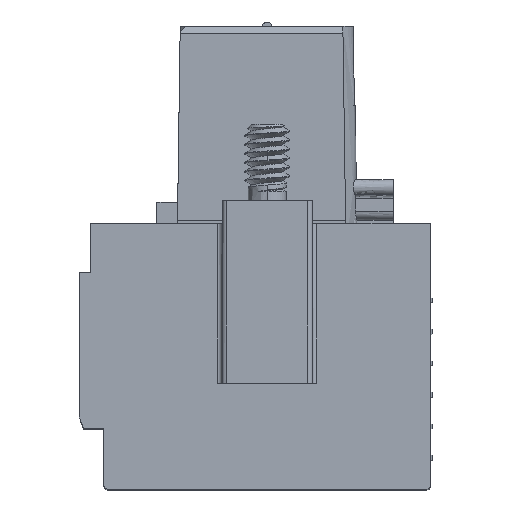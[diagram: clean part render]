
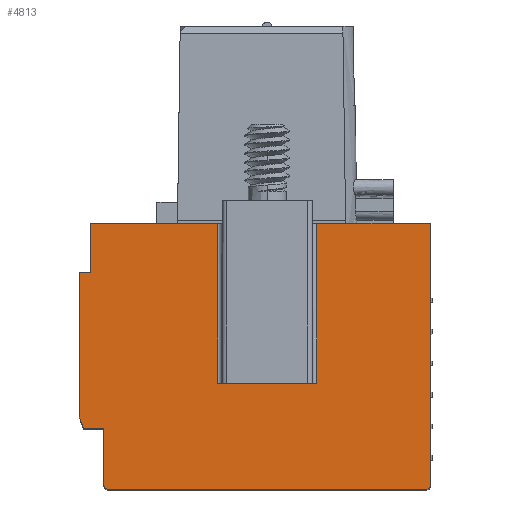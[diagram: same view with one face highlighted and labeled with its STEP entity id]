
A CAD part, top view. The second image highlights one B-rep face of the part: STEP entity #4813.
In plain terms, the highlighted free-form (B-spline) face has degree [1, 1] with [2, 2] control points.
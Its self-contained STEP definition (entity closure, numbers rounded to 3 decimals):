
#1703=CARTESIAN_POINT('',(2.2,11.8,14.25));
#1704=VERTEX_POINT('',#1703);
#1711=CARTESIAN_POINT('',(7.25,11.8,14.25));
#1712=VERTEX_POINT('',#1711);
#1713=CARTESIAN_POINT('',(7.25,11.8,14.25));
#1714=CARTESIAN_POINT('',(2.2,11.8,14.25));
#1715=B_SPLINE_CURVE_WITH_KNOTS('',1,(#1713,#1714),.POLYLINE_FORM.,.F.,.U.,(2,2),(0.,1.),.UNSPECIFIED.);
#1716=EDGE_CURVE('',#1712,#1704,#1715,.T.);
#1776=CARTESIAN_POINT('',(-7.85,11.8,14.25));
#1777=VERTEX_POINT('',#1776);
#1783=CARTESIAN_POINT('',(-2.2,11.8,14.25));
#1784=VERTEX_POINT('',#1783);
#1785=CARTESIAN_POINT('',(-2.2,11.8,14.25));
#1786=CARTESIAN_POINT('',(-7.85,11.8,14.25));
#1787=B_SPLINE_CURVE_WITH_KNOTS('',1,(#1785,#1786),.POLYLINE_FORM.,.F.,.U.,(2,2),(0.,1.),.UNSPECIFIED.);
#1788=EDGE_CURVE('',#1784,#1777,#1787,.T.);
#4698=CARTESIAN_POINT('',(2.2,4.7,14.25));
#4699=VERTEX_POINT('',#4698);
#4706=CARTESIAN_POINT('',(2.2,11.8,14.25));
#4707=CARTESIAN_POINT('',(2.2,4.7,14.25));
#4708=B_SPLINE_CURVE_WITH_KNOTS('',1,(#4706,#4707),.POLYLINE_FORM.,.F.,.U.,(2,2),(0.,1.),.UNSPECIFIED.);
#4709=EDGE_CURVE('',#1704,#4699,#4708,.T.);
#4714=CARTESIAN_POINT('',(-20.11,-13.66,14.25));
#4715=CARTESIAN_POINT('',(-20.11,25.46,14.25));
#4716=CARTESIAN_POINT('',(19.01,-13.66,14.25));
#4717=CARTESIAN_POINT('',(19.01,25.46,14.25));
#4718=B_SPLINE_SURFACE_WITH_KNOTS('',1,1,((#4714,#4715),(#4716,#4717)),.PLANE_SURF.,.F.,.F.,.U.,(2,2),(2,2),(0.,1.),(0.,1.),.UNSPECIFIED.);
#4719=CARTESIAN_POINT('',(7.1,0.,14.25));
#4720=VERTEX_POINT('',#4719);
#4721=CARTESIAN_POINT('',(-7.1,0.,14.25));
#4722=VERTEX_POINT('',#4721);
#4723=CARTESIAN_POINT('',(7.1,0.,14.25));
#4724=CARTESIAN_POINT('',(-7.1,0.,14.25));
#4725=B_SPLINE_CURVE_WITH_KNOTS('',1,(#4723,#4724),.POLYLINE_FORM.,.F.,.U.,(2,2),(0.,1.),.UNSPECIFIED.);
#4726=EDGE_CURVE('',#4720,#4722,#4725,.T.);
#4727=ORIENTED_EDGE('',*,*,#4726,.F.);
#4728=CARTESIAN_POINT('',(7.25,0.15,14.25));
#4729=VERTEX_POINT('',#4728);
#4730=CARTESIAN_POINT('',(7.1,0.,14.25));
#4731=CARTESIAN_POINT('',(7.25,0.,14.25));
#4732=CARTESIAN_POINT('',(7.25,0.15,14.25));
#4733=(BOUNDED_CURVE()B_SPLINE_CURVE(2,(#4730,#4731,#4732),.CIRCULAR_ARC.,.F.,.U.)B_SPLINE_CURVE_WITH_KNOTS((3,3),(0.,1.),.UNSPECIFIED.)CURVE()GEOMETRIC_REPRESENTATION_ITEM()RATIONAL_B_SPLINE_CURVE((1.,0.707,1.))REPRESENTATION_ITEM(''));
#4734=EDGE_CURVE('',#4720,#4729,#4733,.T.);
#4735=ORIENTED_EDGE('',*,*,#4734,.T.);
#4736=CARTESIAN_POINT('',(7.25,0.15,14.25));
#4737=CARTESIAN_POINT('',(7.25,11.8,14.25));
#4738=B_SPLINE_CURVE_WITH_KNOTS('',1,(#4736,#4737),.POLYLINE_FORM.,.F.,.U.,(2,2),(0.,1.),.UNSPECIFIED.);
#4739=EDGE_CURVE('',#4729,#1712,#4738,.T.);
#4740=ORIENTED_EDGE('',*,*,#4739,.T.);
#4741=ORIENTED_EDGE('',*,*,#1716,.T.);
#4742=ORIENTED_EDGE('',*,*,#4709,.T.);
#4743=CARTESIAN_POINT('',(0.,4.7,14.25));
#4744=VERTEX_POINT('',#4743);
#4745=CARTESIAN_POINT('',(2.2,4.7,14.25));
#4746=CARTESIAN_POINT('',(0.,4.7,14.25));
#4747=B_SPLINE_CURVE_WITH_KNOTS('',1,(#4745,#4746),.POLYLINE_FORM.,.F.,.U.,(2,2),(0.,1.),.UNSPECIFIED.);
#4748=EDGE_CURVE('',#4699,#4744,#4747,.T.);
#4749=ORIENTED_EDGE('',*,*,#4748,.T.);
#4750=CARTESIAN_POINT('',(-2.2,4.7,14.25));
#4751=VERTEX_POINT('',#4750);
#4752=CARTESIAN_POINT('',(0.,4.7,14.25));
#4753=CARTESIAN_POINT('',(-2.2,4.7,14.25));
#4754=B_SPLINE_CURVE_WITH_KNOTS('',1,(#4752,#4753),.POLYLINE_FORM.,.F.,.U.,(2,2),(0.,1.),.UNSPECIFIED.);
#4755=EDGE_CURVE('',#4744,#4751,#4754,.T.);
#4756=ORIENTED_EDGE('',*,*,#4755,.T.);
#4757=CARTESIAN_POINT('',(-2.2,4.7,14.25));
#4758=CARTESIAN_POINT('',(-2.2,11.8,14.25));
#4759=B_SPLINE_CURVE_WITH_KNOTS('',1,(#4757,#4758),.POLYLINE_FORM.,.F.,.U.,(2,2),(0.,1.),.UNSPECIFIED.);
#4760=EDGE_CURVE('',#4751,#1784,#4759,.T.);
#4761=ORIENTED_EDGE('',*,*,#4760,.T.);
#4762=ORIENTED_EDGE('',*,*,#1788,.T.);
#4763=CARTESIAN_POINT('',(-7.85,9.6,14.25));
#4764=VERTEX_POINT('',#4763);
#4765=CARTESIAN_POINT('',(-7.85,9.6,14.25));
#4766=CARTESIAN_POINT('',(-7.85,11.8,14.25));
#4767=B_SPLINE_CURVE_WITH_KNOTS('',1,(#4765,#4766),.POLYLINE_FORM.,.F.,.U.,(2,2),(0.,1.),.UNSPECIFIED.);
#4768=EDGE_CURVE('',#4764,#1777,#4767,.T.);
#4769=ORIENTED_EDGE('',*,*,#4768,.F.);
#4770=CARTESIAN_POINT('',(-8.35,9.6,14.25));
#4771=VERTEX_POINT('',#4770);
#4772=CARTESIAN_POINT('',(-7.85,9.6,14.25));
#4773=CARTESIAN_POINT('',(-8.35,9.6,14.25));
#4774=B_SPLINE_CURVE_WITH_KNOTS('',1,(#4772,#4773),.POLYLINE_FORM.,.F.,.U.,(2,2),(0.,1.),.UNSPECIFIED.);
#4775=EDGE_CURVE('',#4764,#4771,#4774,.T.);
#4776=ORIENTED_EDGE('',*,*,#4775,.T.);
#4777=CARTESIAN_POINT('',(-8.35,3.2,14.25));
#4778=VERTEX_POINT('',#4777);
#4779=CARTESIAN_POINT('',(-8.35,9.6,14.25));
#4780=CARTESIAN_POINT('',(-8.35,3.2,14.25));
#4781=B_SPLINE_CURVE_WITH_KNOTS('',1,(#4779,#4780),.POLYLINE_FORM.,.F.,.U.,(2,2),(0.,1.),.UNSPECIFIED.);
#4782=EDGE_CURVE('',#4771,#4778,#4781,.T.);
#4783=ORIENTED_EDGE('',*,*,#4782,.T.);
#4784=CARTESIAN_POINT('',(-8.15,2.7,14.25));
#4785=VERTEX_POINT('',#4784);
#4786=CARTESIAN_POINT('',(-8.35,3.2,14.25));
#4787=CARTESIAN_POINT('',(-8.15,2.7,14.25));
#4788=B_SPLINE_CURVE_WITH_KNOTS('',1,(#4786,#4787),.POLYLINE_FORM.,.F.,.U.,(2,2),(0.,1.),.UNSPECIFIED.);
#4789=EDGE_CURVE('',#4778,#4785,#4788,.T.);
#4790=ORIENTED_EDGE('',*,*,#4789,.T.);
#4791=CARTESIAN_POINT('',(-7.25,2.7,14.25));
#4792=VERTEX_POINT('',#4791);
#4793=CARTESIAN_POINT('',(-8.15,2.7,14.25));
#4794=CARTESIAN_POINT('',(-7.25,2.7,14.25));
#4795=B_SPLINE_CURVE_WITH_KNOTS('',1,(#4793,#4794),.POLYLINE_FORM.,.F.,.U.,(2,2),(0.,1.),.UNSPECIFIED.);
#4796=EDGE_CURVE('',#4785,#4792,#4795,.T.);
#4797=ORIENTED_EDGE('',*,*,#4796,.T.);
#4798=CARTESIAN_POINT('',(-7.25,0.15,14.25));
#4799=VERTEX_POINT('',#4798);
#4800=CARTESIAN_POINT('',(-7.25,0.15,14.25));
#4801=CARTESIAN_POINT('',(-7.25,2.7,14.25));
#4802=B_SPLINE_CURVE_WITH_KNOTS('',1,(#4800,#4801),.POLYLINE_FORM.,.F.,.U.,(2,2),(0.,1.),.UNSPECIFIED.);
#4803=EDGE_CURVE('',#4799,#4792,#4802,.T.);
#4804=ORIENTED_EDGE('',*,*,#4803,.F.);
#4805=CARTESIAN_POINT('',(-7.1,0.,14.25));
#4806=CARTESIAN_POINT('',(-7.25,0.,14.25));
#4807=CARTESIAN_POINT('',(-7.25,0.15,14.25));
#4808=(BOUNDED_CURVE()B_SPLINE_CURVE(2,(#4805,#4806,#4807),.CIRCULAR_ARC.,.F.,.U.)B_SPLINE_CURVE_WITH_KNOTS((3,3),(0.,1.),.UNSPECIFIED.)CURVE()GEOMETRIC_REPRESENTATION_ITEM()RATIONAL_B_SPLINE_CURVE((1.,0.707,1.))REPRESENTATION_ITEM(''));
#4809=EDGE_CURVE('',#4722,#4799,#4808,.T.);
#4810=ORIENTED_EDGE('',*,*,#4809,.F.);
#4811=EDGE_LOOP('',(#4727,#4735,#4740,#4741,#4742,#4749,#4756,#4761,#4762,#4769,#4776,#4783,#4790,#4797,#4804,#4810));
#4812=FACE_OUTER_BOUND('',#4811,.T.);
#4813=ADVANCED_FACE('',(#4812),#4718,.T.);
